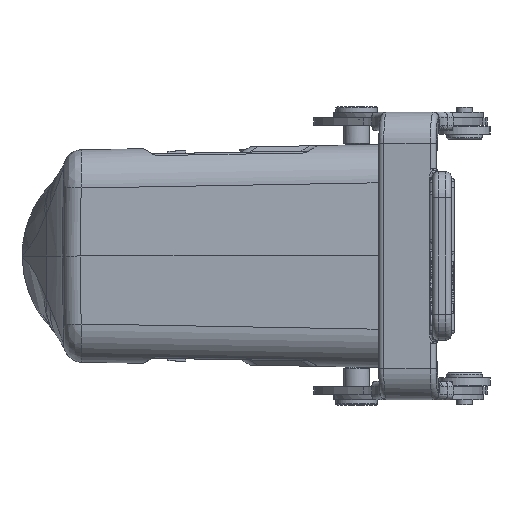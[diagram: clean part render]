
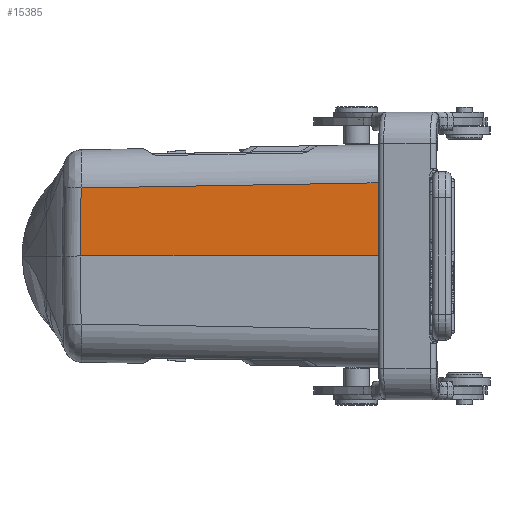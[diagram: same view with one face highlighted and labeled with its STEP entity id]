
A CAD part, left-side view. The second image highlights one B-rep face of the part: STEP entity #15385.
In plain terms, the highlighted planar face has unit normal (-1, 0.018, 0.017).
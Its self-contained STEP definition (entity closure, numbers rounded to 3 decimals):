
#8526=PLANE('',#34795);
#9855=LINE('',#42619,#12017);
#11646=LINE('',#54895,#13886);
#11657=LINE('',#55042,#13897);
#11658=LINE('',#55044,#13898);
#12017=VECTOR('',#35470,1.);
#13886=VECTOR('',#41327,1.);
#13897=VECTOR('',#41358,1.);
#13898=VECTOR('',#41361,1.);
#15385=ADVANCED_FACE('',(#16760),#8526,.T.);
#16760=FACE_OUTER_BOUND('',#18498,.T.);
#18498=EDGE_LOOP('',(#25494,#25495,#25496,#25497));
#25494=ORIENTED_EDGE('',*,*,#28571,.T.);
#25495=ORIENTED_EDGE('',*,*,#31649,.F.);
#25496=ORIENTED_EDGE('',*,*,#31667,.F.);
#25497=ORIENTED_EDGE('',*,*,#31668,.T.);
#26095=VERTEX_POINT('',#42302);
#26109=VERTEX_POINT('',#42590);
#26111=VERTEX_POINT('',#42613);
#26114=VERTEX_POINT('',#42618);
#28571=EDGE_CURVE('',#26111,#26114,#9855,.T.);
#31649=EDGE_CURVE('',#26109,#26114,#11646,.T.);
#31667=EDGE_CURVE('',#26095,#26109,#11657,.T.);
#31668=EDGE_CURVE('',#26095,#26111,#11658,.T.);
#34795=AXIS2_PLACEMENT_3D('',#55045,#41362,#41363);
#35470=DIRECTION('',(0.017,0.,1.));
#41327=DIRECTION('',(-0.017,-1.,0.017));
#41358=DIRECTION('',(0.017,-0.017,1.));
#41361=DIRECTION('',(-0.017,-1.,0.));
#41362=DIRECTION('',(-1.,0.017,0.017));
#41363=DIRECTION('',(0.017,1.,0.));
#42302=CARTESIAN_POINT('',(-58.978,128.562,0.));
#42590=CARTESIAN_POINT('',(-58.753,128.333,13.114));
#42613=CARTESIAN_POINT('',(-59.995,70.309,0.));
#42618=CARTESIAN_POINT('',(-59.748,70.309,14.127));
#42619=CARTESIAN_POINT('',(-59.57,70.309,24.334));
#54895=CARTESIAN_POINT('',(-59.757,69.801,14.135));
#55042=CARTESIAN_POINT('',(-58.543,128.119,25.331));
#55044=CARTESIAN_POINT('',(-58.978,128.562,0.));
#55045=CARTESIAN_POINT('',(-59.575,70.,24.335));
